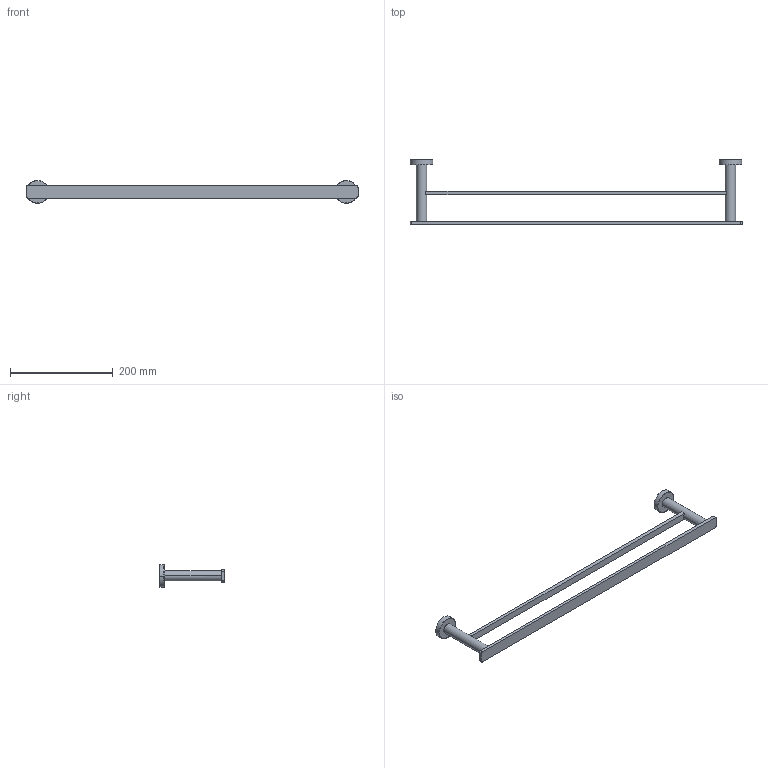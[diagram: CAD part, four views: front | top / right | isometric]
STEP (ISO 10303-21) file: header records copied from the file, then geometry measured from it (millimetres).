
FILE_DESCRIPTION(/* description */ (''),/* implementation_level */ '2;1');
FILE_NAME(/* name */ 'STEP - 34002A_9511276',/* time_stamp */ '2025-06-27T14:22:26+10:00',/* author */ (''),/* organization */ (''),/* preprocessor_version */ 'ST-DEVELOPER v16.5',/* originating_system */ 'Rhino 7.37',/* authorisation */ '');
FILE_SCHEMA (('AUTOMOTIVE_DESIGN'));
Length unit declared in the file: millimetre
Products named in the file (2): Document; 34002A-00-00
Assembly tree (1 placements, depth 2):
  Document
    34002A-00-00
Bounding box: 645 x 126 x 44.57 mm (x, y, z)
Surface area: 91051.7 mm2 (no closed solid volume)
Topology: 0 solids, 16 shells, 198 faces, 657 edges, 472 vertices
Faces by surface type: plane 103, cylinder 65, bspline 30
Entity records: 7458 total; most frequent: CARTESIAN_POINT 3570, ORIENTED_EDGE 1050, EDGE_CURVE 653, VERTEX_POINT 472, B_SPLINE_CURVE_WITH_KNOTS 459, EDGE_LOOP 225, ADVANCED_FACE 198, FACE_OUTER_BOUND 198
